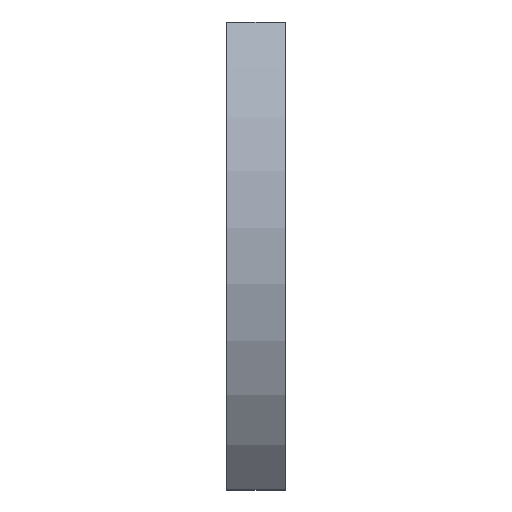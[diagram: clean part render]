
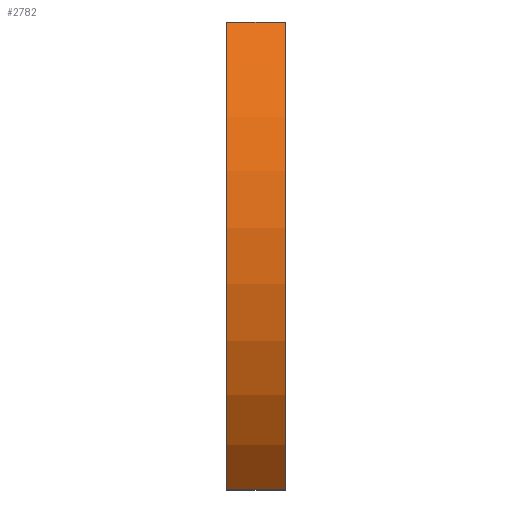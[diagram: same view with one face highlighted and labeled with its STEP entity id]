
A CAD part, left-side view. The second image highlights one B-rep face of the part: STEP entity #2782.
In plain terms, the highlighted cylindrical face has radius 59.363 mm (diameter 118.726 mm), a partial arc.
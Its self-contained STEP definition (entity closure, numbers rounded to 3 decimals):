
#2 = EDGE_CURVE ( 'NONE', #675, #4872, #5228, .T. ) ;
#304 = DIRECTION ( 'NONE',  ( 0., 0., 1. ) ) ;
#323 = CARTESIAN_POINT ( 'NONE',  ( -44.5, 10., -40. ) ) ;
#675 = VERTEX_POINT ( 'NONE', #9041 ) ;
#968 = DIRECTION ( 'NONE',  ( 0., 0., 1. ) ) ;
#1341 = CARTESIAN_POINT ( 'NONE',  ( -0.637, 0., 0. ) ) ;
#2029 = DIRECTION ( 'NONE',  ( 0., -1., 0. ) ) ;
#2083 = CIRCLE ( 'NONE', #3300, 59.363 ) ;
#2343 = ORIENTED_EDGE ( 'NONE', *, *, #2, .F. ) ;
#2398 = LINE ( 'NONE', #4816, #9188 ) ;
#2516 = EDGE_LOOP ( 'NONE', ( #5465, #7378, #2343, #9294 ) ) ;
#2649 = DIRECTION ( 'NONE',  ( 0., 1., 0. ) ) ;
#2782 = ADVANCED_FACE ( 'NONE', ( #8253 ), #9087, .T. ) ;
#2901 = DIRECTION ( 'NONE',  ( 0., 0., -1. ) ) ;
#3300 = AXIS2_PLACEMENT_3D ( 'NONE', #1341, #4104, #304 ) ;
#3362 = CARTESIAN_POINT ( 'NONE',  ( -0.637, 10., 0. ) ) ;
#3426 = CARTESIAN_POINT ( 'NONE',  ( -44.5, 0., -40. ) ) ;
#3959 = EDGE_CURVE ( 'NONE', #4872, #7561, #2398, .T. ) ;
#3988 = CARTESIAN_POINT ( 'NONE',  ( -44.5, 10., 40. ) ) ;
#4104 = DIRECTION ( 'NONE',  ( 0., 1., 0. ) ) ;
#4107 = DIRECTION ( 'NONE',  ( 0., -1., 0. ) ) ;
#4816 = CARTESIAN_POINT ( 'NONE',  ( -44.5, 10., 40. ) ) ;
#4872 = VERTEX_POINT ( 'NONE', #3988 ) ;
#5228 = CIRCLE ( 'NONE', #7321, 59.363 ) ;
#5465 = ORIENTED_EDGE ( 'NONE', *, *, #8899, .T. ) ;
#5509 = CARTESIAN_POINT ( 'NONE',  ( -44.5, 0., 40. ) ) ;
#5828 = CARTESIAN_POINT ( 'NONE',  ( -0.637, 10., 0. ) ) ;
#5913 = LINE ( 'NONE', #323, #9011 ) ;
#5972 = VERTEX_POINT ( 'NONE', #3426 ) ;
#7174 = DIRECTION ( 'NONE',  ( 0., -1., 0. ) ) ;
#7194 = EDGE_CURVE ( 'NONE', #675, #5972, #5913, .T. ) ;
#7321 = AXIS2_PLACEMENT_3D ( 'NONE', #3362, #2649, #968 ) ;
#7378 = ORIENTED_EDGE ( 'NONE', *, *, #3959, .F. ) ;
#7561 = VERTEX_POINT ( 'NONE', #5509 ) ;
#8253 = FACE_OUTER_BOUND ( 'NONE', #2516, .T. ) ;
#8899 = EDGE_CURVE ( 'NONE', #5972, #7561, #2083, .T. ) ;
#9011 = VECTOR ( 'NONE', #7174, 1000. ) ;
#9041 = CARTESIAN_POINT ( 'NONE',  ( -44.5, 10., -40. ) ) ;
#9087 = CYLINDRICAL_SURFACE ( 'NONE', #9382, 59.363 ) ;
#9188 = VECTOR ( 'NONE', #4107, 1000. ) ;
#9294 = ORIENTED_EDGE ( 'NONE', *, *, #7194, .T. ) ;
#9382 = AXIS2_PLACEMENT_3D ( 'NONE', #5828, #2029, #2901 ) ;
